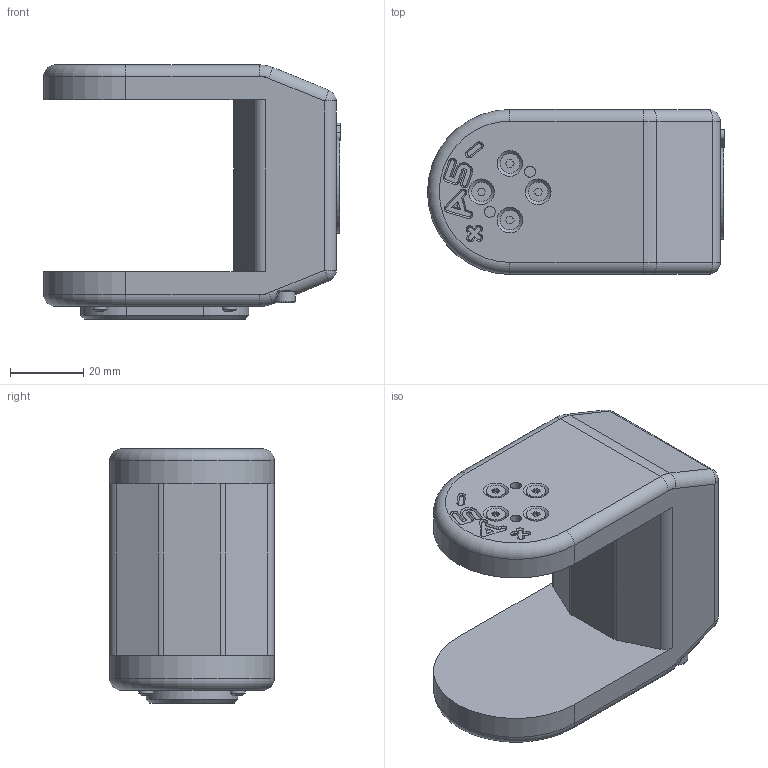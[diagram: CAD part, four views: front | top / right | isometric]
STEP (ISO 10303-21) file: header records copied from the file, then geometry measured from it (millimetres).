
FILE_DESCRIPTION(/* description */ (''),/* implementation_level */ '2;1');
FILE_NAME(/* name */ 'Axis 5 - Wrist support simple.stp',/* time_stamp */ '2017-05-25T08:34:59-04:00',/* author */ ('Jonathan'),/* organization */ (''),/* preprocessor_version */ 'ST-DEVELOPER v16.5',/* originating_system */ 'Autodesk Inventor 2017',/* authorisation */ '');
FILE_SCHEMA (('AUTOMOTIVE_DESIGN { 1 0 10303 214 3 1 1 }'));
Length unit declared in the file: inch
Products named in the file (1): Axis 5 - Wrist support simple
Bounding box: 81.15 x 45 x 69.5 mm (x, y, z)
Volume: 115317.2 mm3; surface area: 21831.2 mm2
Topology: 4 solids, 11 shells, 851 faces, 2048 edges, 1242 vertices
Faces by surface type: plane 313, bspline 296, cylinder 190, cone 26, torus 18, sphere 8
Full cylindrical faces by diameter (mm): 1.84 x4, 2.464 x2, 3 x6, 3.2 x4, 5.35 x4, 5.5 x2, 26 x1
Entity records: 31828 total; most frequent: CARTESIAN_POINT 13419, ORIENTED_EDGE 3966, DIRECTION 2900, EDGE_CURVE 1959, VERTEX_POINT 1207, LINE 1026, VECTOR 1026, AXIS2_PLACEMENT_3D 937
